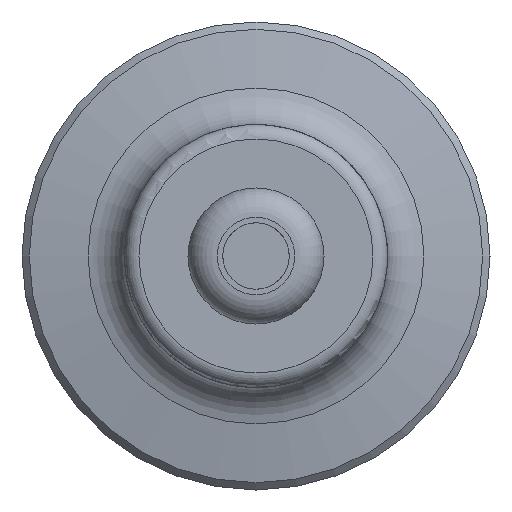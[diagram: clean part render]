
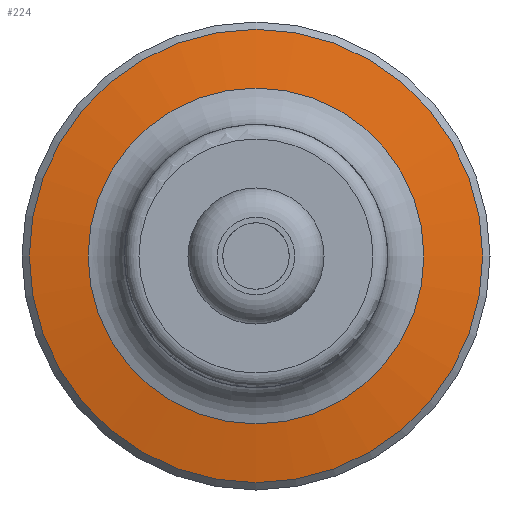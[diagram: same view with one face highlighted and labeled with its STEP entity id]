
A CAD part, front view. The second image highlights one B-rep face of the part: STEP entity #224.
In plain terms, the highlighted conical face has half-angle 80 degrees and reference radius 15.5 mm.
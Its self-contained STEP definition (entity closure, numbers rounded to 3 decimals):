
#224 = ADVANCED_FACE( '', ( #585, #586 ), #587, .T. );
#585 = FACE_BOUND( '', #1167, .T. );
#586 = FACE_OUTER_BOUND( '', #1168, .T. );
#587 = CONICAL_SURFACE( '', #1169, 15.5, 1.396 );
#1167 = EDGE_LOOP( '', ( #2120 ) );
#1168 = EDGE_LOOP( '', ( #2121 ) );
#1169 = AXIS2_PLACEMENT_3D( '', #2122, #2123, #2124 );
#2120 = ORIENTED_EDGE( '', *, *, #2960, .F. );
#2121 = ORIENTED_EDGE( '', *, *, #3006, .T. );
#2122 = CARTESIAN_POINT( '', ( 0., 55.2, 0. ) );
#2123 = DIRECTION( '', ( 0., 1., 0. ) );
#2124 = DIRECTION( '', ( 1., 0., 0. ) );
#2960 = EDGE_CURVE( '', #3324, #3324, #3325, .T. );
#3006 = EDGE_CURVE( '', #3402, #3402, #3403, .F. );
#3324 = VERTEX_POINT( '', #3852 );
#3325 = CIRCLE( '', #3853, 11.479 );
#3402 = VERTEX_POINT( '', #4135 );
#3403 = CIRCLE( '', #4136, 15.5 );
#3852 = CARTESIAN_POINT( '', ( -11.479, 54.491, 0. ) );
#3853 = AXIS2_PLACEMENT_3D( '', #4970, #4971, #4972 );
#4135 = CARTESIAN_POINT( '', ( 15.5, 55.2, 0. ) );
#4136 = AXIS2_PLACEMENT_3D( '', #5029, #5030, #5031 );
#4970 = CARTESIAN_POINT( '', ( 0., 54.491, 0. ) );
#4971 = DIRECTION( '', ( 0., -1., 0. ) );
#4972 = DIRECTION( '', ( -1., 0., 0. ) );
#5029 = CARTESIAN_POINT( '', ( 0., 55.2, 0. ) );
#5030 = DIRECTION( '', ( 0., 1., 0. ) );
#5031 = DIRECTION( '', ( 1., 0., 0. ) );
